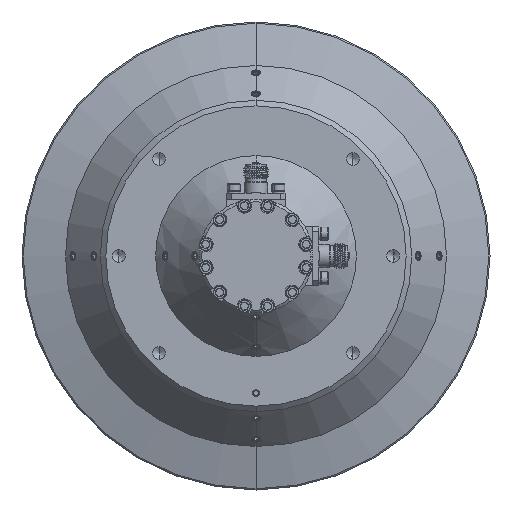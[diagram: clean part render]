
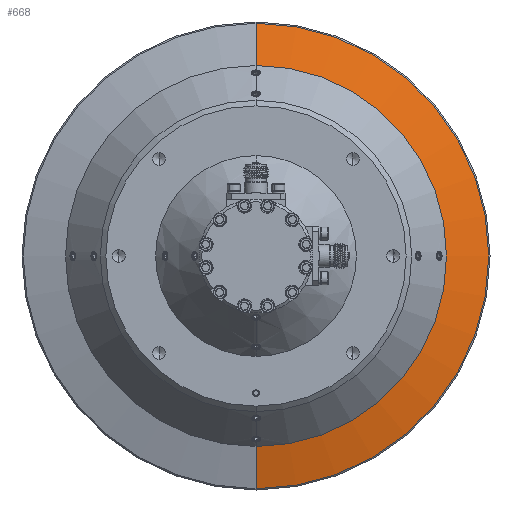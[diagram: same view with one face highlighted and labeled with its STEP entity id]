
A CAD part, front view. The second image highlights one B-rep face of the part: STEP entity #668.
In plain terms, the highlighted conical face has half-angle 75 degrees and reference radius 52.057 mm.
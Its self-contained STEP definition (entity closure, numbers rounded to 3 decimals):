
#668 = ADVANCED_FACE ( 'NONE', ( #24896 ), #4259, .T. ) ;
#2959 = DIRECTION ( 'NONE',  ( 0., 0.259, 0.966 ) ) ;
#3035 = DIRECTION ( 'NONE',  ( 0., 0., 1. ) ) ;
#3915 = LINE ( 'NONE', #14500, #4002 ) ;
#4002 = VECTOR ( 'NONE', #2959, 1000. ) ;
#4259 = CONICAL_SURFACE ( 'NONE', #11953, 52.057, 1.309 ) ;
#6415 = DIRECTION ( 'NONE',  ( 0., 0., 1. ) ) ;
#7899 = ORIENTED_EDGE ( 'NONE', *, *, #22450, .T. ) ;
#8078 = EDGE_CURVE ( 'NONE', #34016, #16465, #3915, .T. ) ;
#9077 = VECTOR ( 'NONE', #24631, 1000. ) ;
#9507 = AXIS2_PLACEMENT_3D ( 'NONE', #25452, #29081, #29321 ) ;
#11953 = AXIS2_PLACEMENT_3D ( 'NONE', #21766, #47557, #3035 ) ;
#13386 = DIRECTION ( 'NONE',  ( 0., -1., 0. ) ) ;
#13779 = CARTESIAN_POINT ( 'NONE',  ( 0., 51.806, -52.057 ) ) ;
#14500 = CARTESIAN_POINT ( 'NONE',  ( 0., 51.806, 52.057 ) ) ;
#16465 = VERTEX_POINT ( 'NONE', #31185 ) ;
#17361 = EDGE_CURVE ( 'NONE', #35034, #17954, #24393, .T. ) ;
#17655 = CARTESIAN_POINT ( 'NONE',  ( 0., 51.806, -52.057 ) ) ;
#17685 = AXIS2_PLACEMENT_3D ( 'NONE', #21307, #13386, #6415 ) ;
#17954 = VERTEX_POINT ( 'NONE', #25253 ) ;
#18554 = CARTESIAN_POINT ( 'NONE',  ( 0., 51.806, 52.057 ) ) ;
#21307 = CARTESIAN_POINT ( 'NONE',  ( 0., 54.898, 0. ) ) ;
#21766 = CARTESIAN_POINT ( 'NONE',  ( 0., 51.806, 0. ) ) ;
#22450 = EDGE_CURVE ( 'NONE', #17954, #16465, #38469, .T. ) ;
#24393 = LINE ( 'NONE', #17655, #9077 ) ;
#24631 = DIRECTION ( 'NONE',  ( 0., 0.259, -0.966 ) ) ;
#24896 = FACE_OUTER_BOUND ( 'NONE', #46177, .T. ) ;
#25253 = CARTESIAN_POINT ( 'NONE',  ( 0., 54.898, -63.598 ) ) ;
#25452 = CARTESIAN_POINT ( 'NONE',  ( 0., 51.806, 0. ) ) ;
#29081 = DIRECTION ( 'NONE',  ( 0., -1., 0. ) ) ;
#29321 = DIRECTION ( 'NONE',  ( 0., 0., -1. ) ) ;
#29499 = ORIENTED_EDGE ( 'NONE', *, *, #8078, .F. ) ;
#31185 = CARTESIAN_POINT ( 'NONE',  ( 0., 54.898, 63.598 ) ) ;
#34016 = VERTEX_POINT ( 'NONE', #18554 ) ;
#34020 = ORIENTED_EDGE ( 'NONE', *, *, #17361, .T. ) ;
#35034 = VERTEX_POINT ( 'NONE', #13779 ) ;
#38469 = CIRCLE ( 'NONE', #17685, 63.598 ) ;
#40520 = EDGE_CURVE ( 'NONE', #35034, #34016, #44879, .T. ) ;
#44879 = CIRCLE ( 'NONE', #9507, 52.057 ) ;
#45047 = ORIENTED_EDGE ( 'NONE', *, *, #40520, .F. ) ;
#46177 = EDGE_LOOP ( 'NONE', ( #45047, #34020, #7899, #29499 ) ) ;
#47557 = DIRECTION ( 'NONE',  ( 0., 1., 0. ) ) ;
